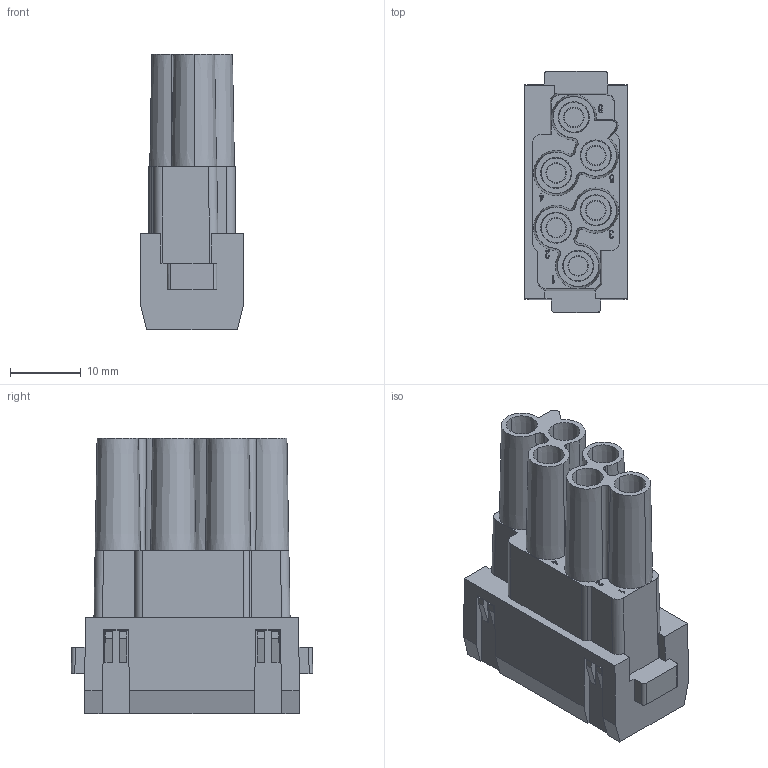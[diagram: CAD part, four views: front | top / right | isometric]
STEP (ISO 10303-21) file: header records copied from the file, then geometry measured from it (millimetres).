
FILE_DESCRIPTION(('HOOPS Exchange Step'),'2;1');
FILE_NAME('export-51373028-947A-4385-B318-57D4E3156E65.stp','2022-10-06T12:43:01+02:00',('Gebruiker'),('Alibre'),'HOOPS Exchange 2021.0','Alibre','Unknown authorisation');
FILE_SCHEMA( ('AP242_MANAGED_MODEL_BASED_3D_ENGINEERING_MIM_LF {1 0 10303 442 1 1 4 }') );
Length unit declared in the file: millimetre
Products named in the file (2): 6072-1 Contact insert module - HC-M-06-PT-F - 1424224; 6072 Contact insert module - HC-M-06-PT-F - 1424224
Assembly tree (1 placements, depth 2):
  6072 Contact insert module - HC-M-06-PT-F - 1424224
    6072-1 Contact insert module - HC-M-06-PT-F - 1424224
Bounding box: 14.6 x 34.1 x 39 mm (x, y, z)
Volume: 9447.6 mm3; surface area: 6685.6 mm2
Topology: 1 solids, 1 shells, 861 faces, 2445 edges, 1634 vertices
Faces by surface type: plane 737, cone 82, cylinder 42
Entity records: 27624 total; most frequent: CARTESIAN_POINT 5473, ORIENTED_EDGE 4890, DIRECTION 4155, EDGE_CURVE 2445, VECTOR 2041, LINE 2041, VERTEX_POINT 1634, AXIS2_PLACEMENT_3D 1057
